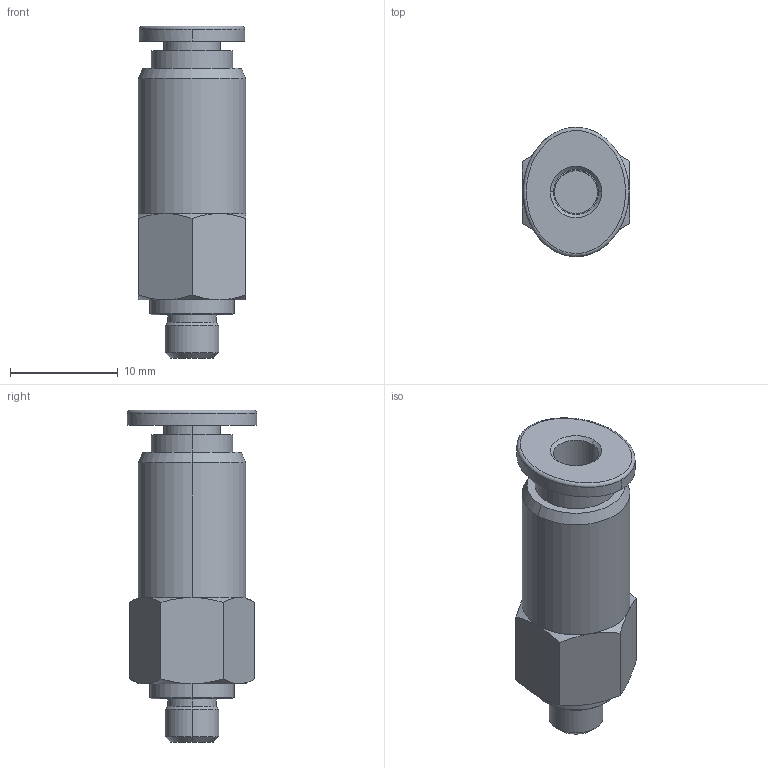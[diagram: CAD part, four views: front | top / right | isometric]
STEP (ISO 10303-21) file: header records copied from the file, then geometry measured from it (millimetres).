
FILE_DESCRIPTION((''),'2;1');
FILE_NAME('PCVC04M5-mdt.stp','2017-07-24T11:39:22',(''),(''),'Mechanical Desktop 2009','Mechanical Desktop 2009',', , ');
FILE_SCHEMA(('CONFIG_CONTROL_DESIGN'));
Length unit declared in the file: millimetre
Products named in the file (4): PCVC04M5-MDTA; PCVC04M5-MDT; COLLAR-C04; COLLAR-L04-2
Assembly tree (3 placements, depth 3):
  PCVC04M5-MDTA
    PCVC04M5-MDT
    COLLAR-C04
      COLLAR-L04-2
Bounding box: 10 x 12 x 30.8 mm (x, y, z)
Volume: 1888.1 mm3; surface area: 1404.7 mm2
Topology: 1 solids, 1 shells, 61 faces, 127 edges, 76 vertices
Faces by surface type: cone 22, cylinder 18, plane 16, bspline 5
Entity records: 2057 total; most frequent: CARTESIAN_POINT 668, DIRECTION 284, ORIENTED_EDGE 254, EDGE_CURVE 127, AXIS2_PLACEMENT_3D 124, VERTEX_POINT 76, EDGE_LOOP 69, CIRCLE 62
